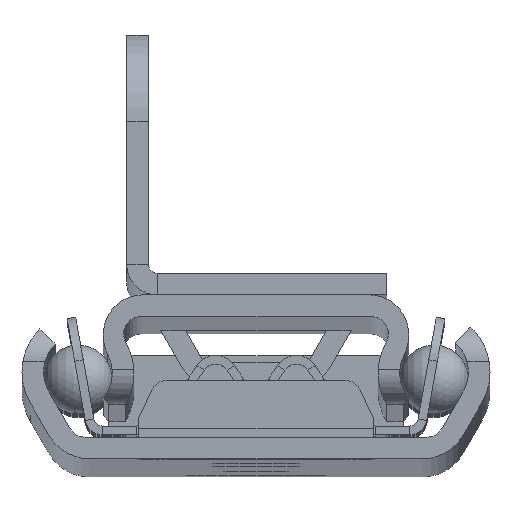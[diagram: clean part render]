
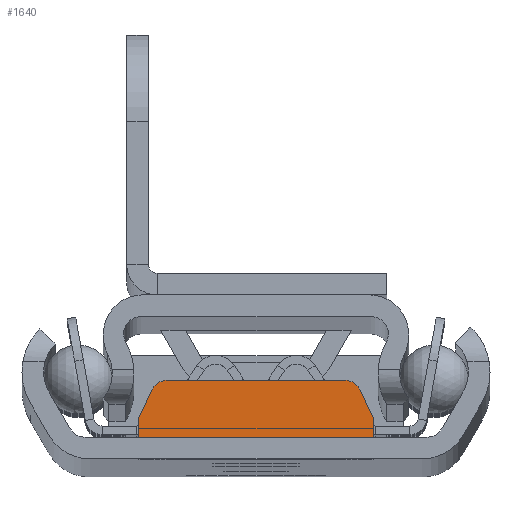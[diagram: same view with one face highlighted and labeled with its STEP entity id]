
A CAD part, top view. The second image highlights one B-rep face of the part: STEP entity #1640.
In plain terms, the highlighted planar face has unit normal (0, 0, 1).
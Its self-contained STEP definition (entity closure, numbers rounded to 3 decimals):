
#300=DIRECTION('',(1.,0.,0.));
#301=VECTOR('',#300,13.5);
#302=CARTESIAN_POINT('',(-6.75,1.25,-6.75));
#303=LINE('',#302,#301);
#486=DIRECTION('',(-0.423,0.906,0.));
#487=VECTOR('',#486,1.729);
#488=CARTESIAN_POINT('',(6.75,2.405,-6.75));
#489=LINE('',#488,#487);
#490=DIRECTION('',(0.,1.,0.));
#491=VECTOR('',#490,1.155);
#492=CARTESIAN_POINT('',(6.75,1.25,-6.75));
#493=LINE('',#492,#491);
#494=DIRECTION('',(0.,-1.,0.));
#495=VECTOR('',#494,1.155);
#496=CARTESIAN_POINT('',(-6.75,2.405,-6.75));
#497=LINE('',#496,#495);
#498=DIRECTION('',(-0.423,-0.906,0.));
#499=VECTOR('',#498,1.729);
#500=CARTESIAN_POINT('',(-6.019,3.973,-6.75));
#501=LINE('',#500,#499);
#502=DIRECTION('',(-1.,0.,0.));
#503=VECTOR('',#502,10.226);
#504=CARTESIAN_POINT('',(5.113,4.55,-6.75));
#505=LINE('',#504,#503);
#519=CARTESIAN_POINT('',(5.113,3.55,-6.75));
#520=DIRECTION('',(0.,0.,1.));
#521=DIRECTION('',(0.906,0.423,0.));
#522=AXIS2_PLACEMENT_3D('',#519,#520,#521);
#537=CARTESIAN_POINT('',(-5.113,3.55,-6.75));
#538=DIRECTION('',(0.,0.,1.));
#539=DIRECTION('',(0.,1.,0.));
#540=AXIS2_PLACEMENT_3D('',#537,#538,#539);
#867=CARTESIAN_POINT('',(-6.75,2.405,-6.75));
#869=VERTEX_POINT('',#867);
#871=CARTESIAN_POINT('',(6.75,2.405,-6.75));
#873=VERTEX_POINT('',#871);
#874=CARTESIAN_POINT('',(-6.75,1.25,-6.75));
#875=CARTESIAN_POINT('',(6.75,1.25,-6.75));
#876=VERTEX_POINT('',#874);
#877=VERTEX_POINT('',#875);
#902=CARTESIAN_POINT('',(5.113,4.55,-6.75));
#904=VERTEX_POINT('',#902);
#908=CARTESIAN_POINT('',(6.019,3.973,-6.75));
#909=VERTEX_POINT('',#908);
#910=CARTESIAN_POINT('',(-6.019,3.973,-6.75));
#912=VERTEX_POINT('',#910);
#916=CARTESIAN_POINT('',(-5.113,4.55,-6.75));
#917=VERTEX_POINT('',#916);
#1619=CARTESIAN_POINT('',(0.,0.,-6.75));
#1620=DIRECTION('',(0.,0.,1.));
#1621=DIRECTION('',(1.,0.,0.));
#1622=AXIS2_PLACEMENT_3D('',#1619,#1620,#1621);
#1623=PLANE('',#1622);
#1625=ORIENTED_EDGE('',*,*,#1624,.F.);
#1627=ORIENTED_EDGE('',*,*,#1626,.F.);
#1628=ORIENTED_EDGE('',*,*,#1610,.F.);
#1629=ORIENTED_EDGE('',*,*,#1365,.F.);
#1631=ORIENTED_EDGE('',*,*,#1630,.F.);
#1633=ORIENTED_EDGE('',*,*,#1632,.F.);
#1635=ORIENTED_EDGE('',*,*,#1634,.F.);
#1637=ORIENTED_EDGE('',*,*,#1636,.F.);
#1638=EDGE_LOOP('',(#1625,#1627,#1628,#1629,#1631,#1633,#1635,#1637));
#1639=FACE_OUTER_BOUND('',#1638,.F.);
#1640=ADVANCED_FACE('',(#1639),#1623,.T.);
#523=CIRCLE('',#522,1.);
#541=CIRCLE('',#540,1.);
#1365=EDGE_CURVE('',#876,#877,#303,.T.);
#1610=EDGE_CURVE('',#877,#873,#493,.T.);
#1624=EDGE_CURVE('',#909,#904,#523,.T.);
#1626=EDGE_CURVE('',#873,#909,#489,.T.);
#1630=EDGE_CURVE('',#869,#876,#497,.T.);
#1632=EDGE_CURVE('',#912,#869,#501,.T.);
#1634=EDGE_CURVE('',#917,#912,#541,.T.);
#1636=EDGE_CURVE('',#904,#917,#505,.T.);
